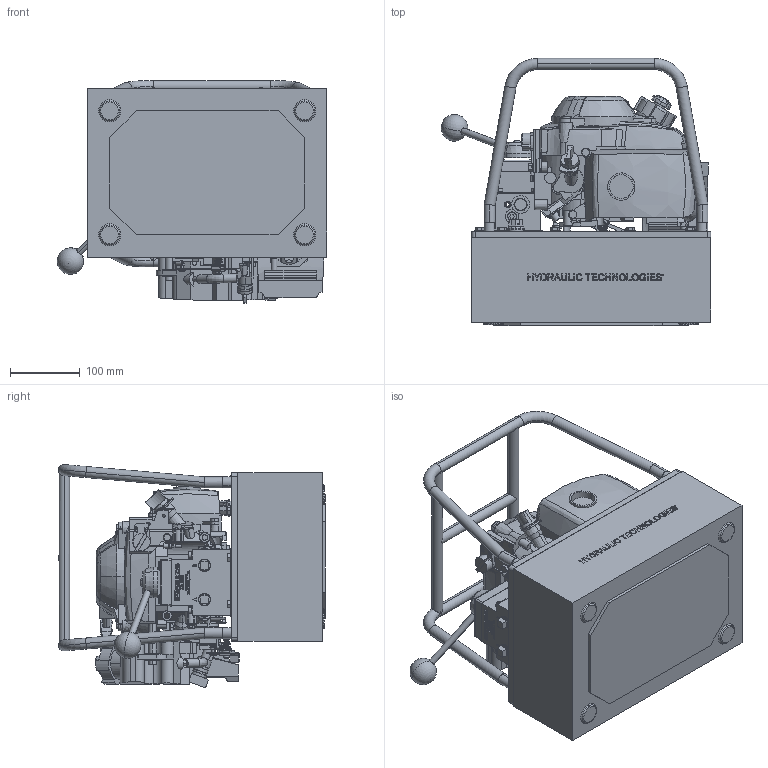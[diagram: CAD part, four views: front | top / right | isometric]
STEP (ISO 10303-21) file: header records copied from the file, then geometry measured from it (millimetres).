
FILE_DESCRIPTION (( 'STEP AP214' ), '1' );
FILE_NAME ('DER24076497_PG304.STEP', '2024-08-01T12:19:35', ( '' ), ( '' ), 'SwSTEP 2.0', 'SolidWorks 2022', '' );
FILE_SCHEMA (( 'AUTOMOTIVE_DESIGN' ));
Length unit declared in the file: millimetre
Products named in the file (1): DER24076497_PG304
Bounding box: 386.33 x 382.57 x 319.35 mm (x, y, z)
Surface area: 915664.4 mm2 (no closed solid volume)
Topology: 0 solids, 145 shells, 1631 faces, 6606 edges, 5039 vertices
Faces by surface type: plane 779, cylinder 465, bspline 199, cone 148, torus 32, sphere 8
Entity records: 122999 total; most frequent: CARTESIAN_POINT 56048, ORIENTED_EDGE 10061, DIRECTION 8218, EDGE_CURVE 6601, VERTEX_POINT 5036, LINE 3256, VECTOR 3256, AXIS2_PLACEMENT_3D 2481
